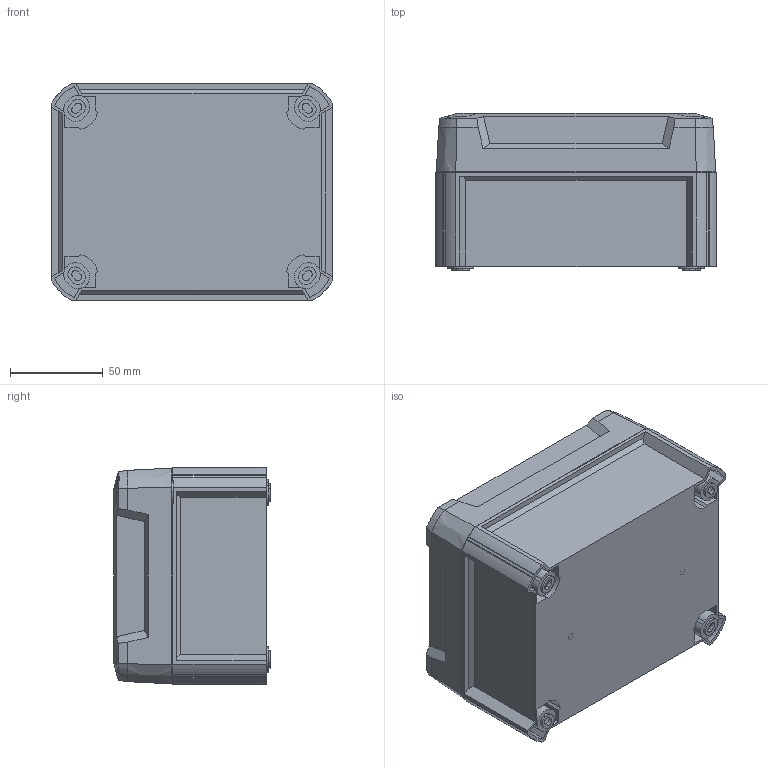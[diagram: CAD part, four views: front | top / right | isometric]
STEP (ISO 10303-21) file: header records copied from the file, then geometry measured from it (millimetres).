
FILE_DESCRIPTION (( 'STEP AP214' ), '1' );
FILE_NAME ('2007732.stp', '2019-10-11T12:39:35', ( '' ), ( '' ), 'SwSTEP 2.0', 'SolidWorks 2018', '' );
FILE_SCHEMA (( 'AUTOMOTIVE_DESIGN' ));
Length unit declared in the file: millimetre
Products named in the file (9): 050499_Standard; 117658_01geschlossen; 2007732; ED170-04-02_Standard; 0084514_1115382-T100; 018602_ISO 7049 - 3,5 x 9,5 F-Z; 060181_Standard; P_0000009421_1_Standard; 055009_Standard
Assembly tree (13 placements, depth 3):
  2007732
    117658_01geschlossen
    060181_Standard
      050499_Standard
      P_0000009421_1_Standard
    055009_Standard  x4
    ED170-04-02_Standard  x2
    0084514_1115382-T100
    018602_ISO 7049 - 3,5 x 9,5 F-Z  x2
Bounding box: 150.6 x 84.36 x 116.6 mm (x, y, z)
Volume: 201257.7 mm3; surface area: 225090.2 mm2
Topology: 12 solids, 12 shells, 1208 faces, 3182 edges, 2003 vertices
Faces by surface type: plane 585, cylinder 287, cone 196, torus 96, bspline 40, sphere 4
Entity records: 35411 total; most frequent: CARTESIAN_POINT 8605, ORIENTED_EDGE 5714, DIRECTION 5505, EDGE_CURVE 2857, AXIS2_PLACEMENT_3D 1997, VERTEX_POINT 1801, LINE 1511, VECTOR 1511
